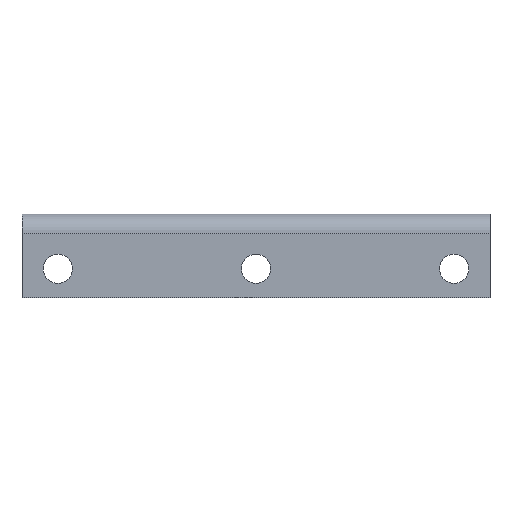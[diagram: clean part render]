
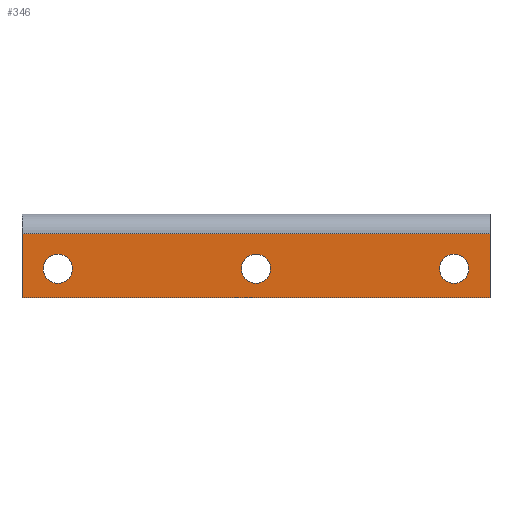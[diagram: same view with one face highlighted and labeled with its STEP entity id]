
A CAD part, front view. The second image highlights one B-rep face of the part: STEP entity #346.
In plain terms, the highlighted planar face has unit normal (0, -1, 0).
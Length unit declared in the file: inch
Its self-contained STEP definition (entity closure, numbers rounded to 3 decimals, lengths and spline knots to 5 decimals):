
#81=CARTESIAN_POINT('',(-9.0,0.0,-1.66262));
#82=VERTEX_POINT('',#81);
#121=CARTESIAN_POINT('',(0.0,0.0,-1.66262));
#122=VERTEX_POINT('',#121);
#171=CARTESIAN_POINT('',(0.0,0.0,-1.66262));
#172=DIRECTION('',(-1.0,0.0,0.0));
#173=VECTOR('',#172,9.0);
#174=LINE('',#171,#173);
#175=EDGE_CURVE('',#122,#82,#174,.T.);
#208=CARTESIAN_POINT('',(0.0,0.0,-2.9));
#209=VERTEX_POINT('',#208);
#210=CARTESIAN_POINT('',(0.0,0.0,-2.9));
#211=DIRECTION('',(0.0,0.0,1.0));
#212=VECTOR('',#211,1.23738);
#213=LINE('',#210,#212);
#214=EDGE_CURVE('',#209,#122,#213,.T.);
#290=CARTESIAN_POINT('',(-4.5,0.0,-1.45));
#291=DIRECTION('',(0.0,1.0,0.0));
#292=DIRECTION('',(0.0,0.0,1.0));
#293=AXIS2_PLACEMENT_3D('',#290,#291,#292);
#294=PLANE('',#293);
#295=ORIENTED_EDGE('',*,*,#175,.T.);
#296=CARTESIAN_POINT('',(-9.0,0.0,-2.9));
#297=VERTEX_POINT('',#296);
#298=CARTESIAN_POINT('',(-9.0,0.0,-1.66262));
#299=DIRECTION('',(0.0,0.0,-1.0));
#300=VECTOR('',#299,1.23738);
#301=LINE('',#298,#300);
#302=EDGE_CURVE('',#82,#297,#301,.T.);
#303=ORIENTED_EDGE('',*,*,#302,.T.);
#304=CARTESIAN_POINT('',(-9.0,0.0,-2.9));
#305=DIRECTION('',(1.0,0.0,0.0));
#306=VECTOR('',#305,9.0);
#307=LINE('',#304,#306);
#308=EDGE_CURVE('',#297,#209,#307,.T.);
#309=ORIENTED_EDGE('',*,*,#308,.T.);
#310=ORIENTED_EDGE('',*,*,#214,.T.);
#311=EDGE_LOOP('',(#295,#303,#309,#310));
#312=FACE_OUTER_BOUND('',#311,.T.);
#313=CARTESIAN_POINT('',(-0.41,0.0,-2.338));
#314=VERTEX_POINT('',#313);
#315=CARTESIAN_POINT('',(-0.69,0.0,-2.338));
#316=DIRECTION('',(0.0,1.0,0.0));
#317=DIRECTION('',(-1.0,0.0,0.0));
#318=AXIS2_PLACEMENT_3D('',#315,#316,#317);
#319=CIRCLE('',#318,0.28);
#320=EDGE_CURVE('',#314,#314,#319,.T.);
#321=ORIENTED_EDGE('',*,*,#320,.T.);
#322=EDGE_LOOP('',(#321));
#323=FACE_BOUND('',#322,.T.);
#324=CARTESIAN_POINT('',(-4.22,0.0,-2.338));
#325=VERTEX_POINT('',#324);
#326=CARTESIAN_POINT('',(-4.5,0.0,-2.338));
#327=DIRECTION('',(0.0,1.0,0.0));
#328=DIRECTION('',(-1.0,0.0,0.0));
#329=AXIS2_PLACEMENT_3D('',#326,#327,#328);
#330=CIRCLE('',#329,0.28);
#331=EDGE_CURVE('',#325,#325,#330,.T.);
#332=ORIENTED_EDGE('',*,*,#331,.T.);
#333=EDGE_LOOP('',(#332));
#334=FACE_BOUND('',#333,.T.);
#335=CARTESIAN_POINT('',(-8.03,0.0,-2.338));
#336=VERTEX_POINT('',#335);
#337=CARTESIAN_POINT('',(-8.31,0.0,-2.338));
#338=DIRECTION('',(0.0,1.0,0.0));
#339=DIRECTION('',(-1.0,0.0,0.0));
#340=AXIS2_PLACEMENT_3D('',#337,#338,#339);
#341=CIRCLE('',#340,0.28);
#342=EDGE_CURVE('',#336,#336,#341,.T.);
#343=ORIENTED_EDGE('',*,*,#342,.T.);
#344=EDGE_LOOP('',(#343));
#345=FACE_BOUND('',#344,.T.);
#346=ADVANCED_FACE('',(#312,#323,#334,#345),#294,.F.);
